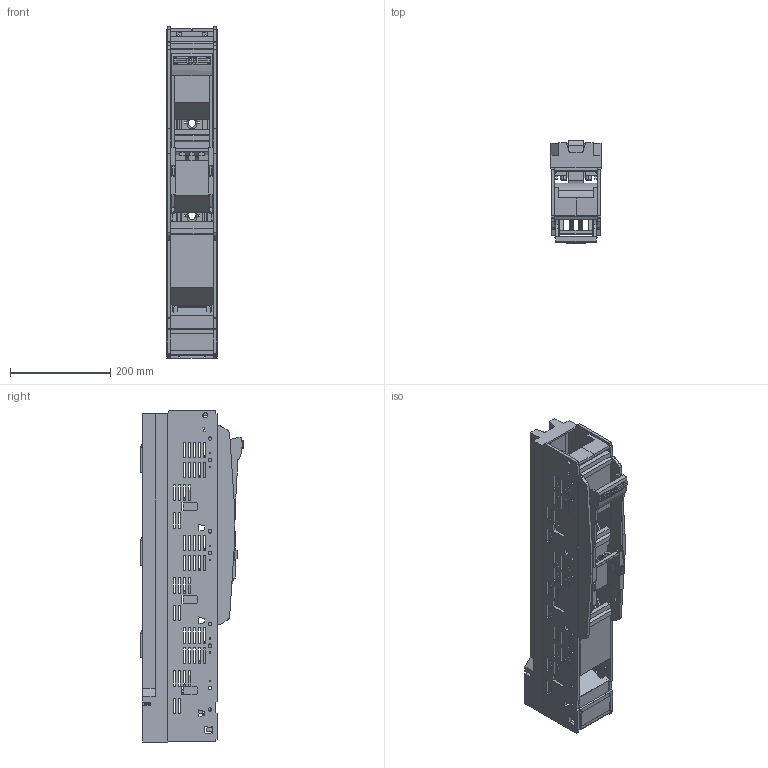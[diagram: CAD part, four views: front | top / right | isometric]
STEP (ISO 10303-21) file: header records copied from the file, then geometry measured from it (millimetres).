
FILE_DESCRIPTION((''),'2;1');
FILE_NAME('L0548_NH-SICHERUNGSLASTSCHALTLE_ASM','2021-04-15T',('marketing.praksa'),('Audax d.o.o.'),'CREO PARAMETRIC BY PTC INC, 2017480','CREO PARAMETRIC BY PTC INC, 2017480','');
FILE_SCHEMA(('AUTOMOTIVE_DESIGN { 1 0 10303 214 1 1 1 1 }'));
Products named in the file (16): 804189_01_L01_NH-LEISTENU-758_6; PRT0134; COPP_1_1_1_1; ASM0115_ASM; 804189_01_L01_NH-LEISTENU-263_7; 804189_01_L01_NH-LEISTENU-887_7; ASM0116_ASM; 804193_01_L_NH-LEISTENUNTERT-22; 804193_01_L_NH-LEISTENUNT-55436; 804193_01_L_NH-LEISTENUNT-56105; 804193_01_L_NH-LEISTENUNT-56774; 802874_L03_LEISTENDECKEL_-65109; 802874_L03_LEISTENDECKEL_-71105; 802874_L03_LEISTENDECKEL_-77606; PRT0133; L0548_NH-SICHERUNGSLASTSCHALTLE_ASM
Assembly tree (16 placements, depth 3):
  L0548_NH-SICHERUNGSLASTSCHALTLE_ASM
    ASM0115_ASM
      804189_01_L01_NH-LEISTENU-758_6
      PRT0134
      COPP_1_1_1_1
    ASM0116_ASM  x2
      804189_01_L01_NH-LEISTENU-263_7
      804189_01_L01_NH-LEISTENU-887_7
    804193_01_L_NH-LEISTENUNTERT-22
    804193_01_L_NH-LEISTENUNT-55436
    804193_01_L_NH-LEISTENUNT-56105
    804193_01_L_NH-LEISTENUNT-56774
    802874_L03_LEISTENDECKEL_-65109
    802874_L03_LEISTENDECKEL_-71105
    802874_L03_LEISTENDECKEL_-77606
    PRT0133
Bounding box: 100 x 204.8 x 662 mm (x, y, z)
Volume: 3234946.1 mm3; surface area: 1127761 mm2
Topology: 17 solids, 17 shells, 3644 faces, 9987 edges, 6358 vertices
Faces by surface type: plane 2959, cylinder 558, bspline 83, cone 32, extrusion 8, torus 4
Entity records: 153957 total; most frequent: CARTESIAN_POINT 24501, ORIENTED_EDGE 17282, DIRECTION 15484, PRESENTATION_STYLE_ASSIGNMENT 11833, STYLED_ITEM 11833, CURVE_STYLE 8647, EDGE_CURVE 8641, VECTOR 7088
